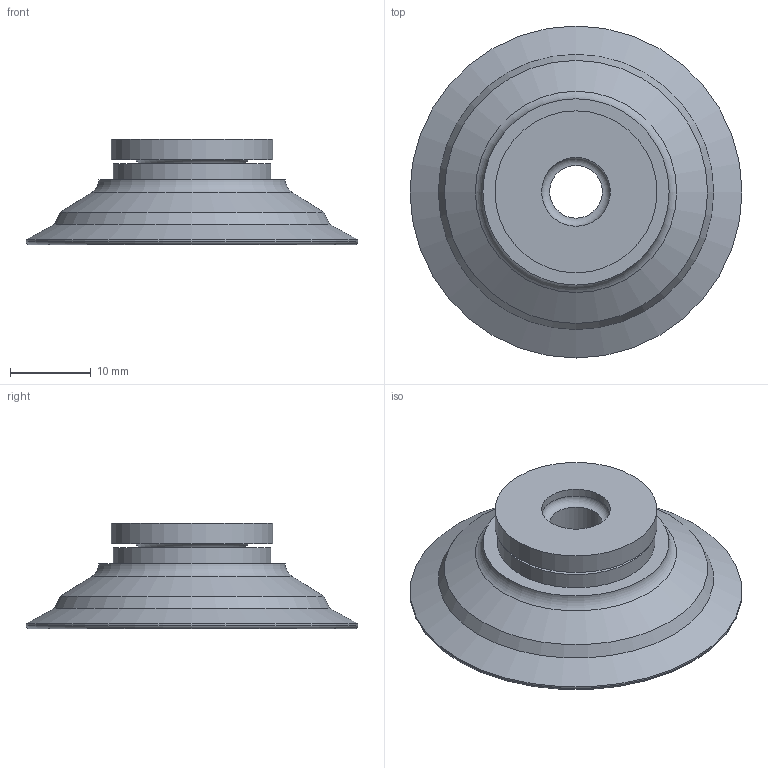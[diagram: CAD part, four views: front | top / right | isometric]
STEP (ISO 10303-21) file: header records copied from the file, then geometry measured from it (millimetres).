
FILE_DESCRIPTION( ( 'PIAB ISM' ), '1' );
FILE_NAME( 'PIAB_ISM_0101148.stp', 'Unknown', ( 'MaK' ), ( 'FALUTEKNIK AB' ), 'XStep 1.0', 'Solid Edge V15', ' ' );
FILE_SCHEMA( ( 'CONFIG_CONTROL_DESIGN' ) );
Length unit declared in the file: millimetre
Products named in the file (1): 3150122
Bounding box: 41 x 41 x 13 mm (x, y, z)
Volume: 4224.1 mm3; surface area: 3964.2 mm2
Topology: 1 solids, 1 shells, 25 faces, 48 edges, 30 vertices
Faces by surface type: cylinder 8, plane 7, torus 6, cone 4
Full cylindrical faces by diameter (mm): 6.5 x1, 8.5 x1, 10 x1, 13 x1, 13.5 x1, 19.5 x1, 20 x1, 41 x1
Entity records: 553 total; most frequent: DIRECTION 102, CARTESIAN_POINT 76, AXIS2_PLACEMENT_3D 51, EDGE_LOOP 50, ORIENTED_EDGE 50, FACE_OUTER_BOUND 39, ADVANCED_FACE 25, EDGE_CURVE 25
